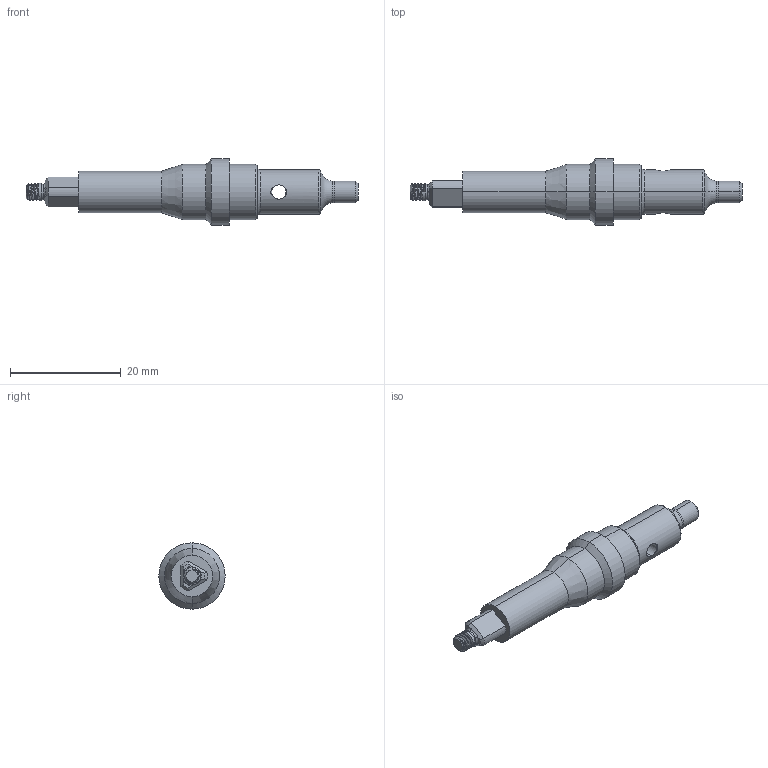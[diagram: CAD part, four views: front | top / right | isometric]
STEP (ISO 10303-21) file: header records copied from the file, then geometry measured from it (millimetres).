
FILE_DESCRIPTION (( 'STEP AP214' ), '1' );
FILE_NAME ('Driveshaft.STEP', '2024-10-08T19:56:37', ( '' ), ( '' ), 'SwSTEP 2.0', 'SolidWorks 2024', '' );
FILE_SCHEMA (( 'AUTOMOTIVE_DESIGN' ));
Length unit declared in the file: millimetre
Products named in the file (1): Driveshaft
Bounding box: 60 x 12 x 12 mm (x, y, z)
Volume: 2837.2 mm3; surface area: 1609.7 mm2
Topology: 1 solids, 1 shells, 81 faces, 184 edges, 109 vertices
Faces by surface type: cylinder 29, cone 21, plane 16, torus 9, bspline 6
Entity records: 3879 total; most frequent: CARTESIAN_POINT 2112, ORIENTED_EDGE 368, DIRECTION 366, EDGE_CURVE 184, AXIS2_PLACEMENT_3D 151, VERTEX_POINT 109, EDGE_LOOP 87, ADVANCED_FACE 81
